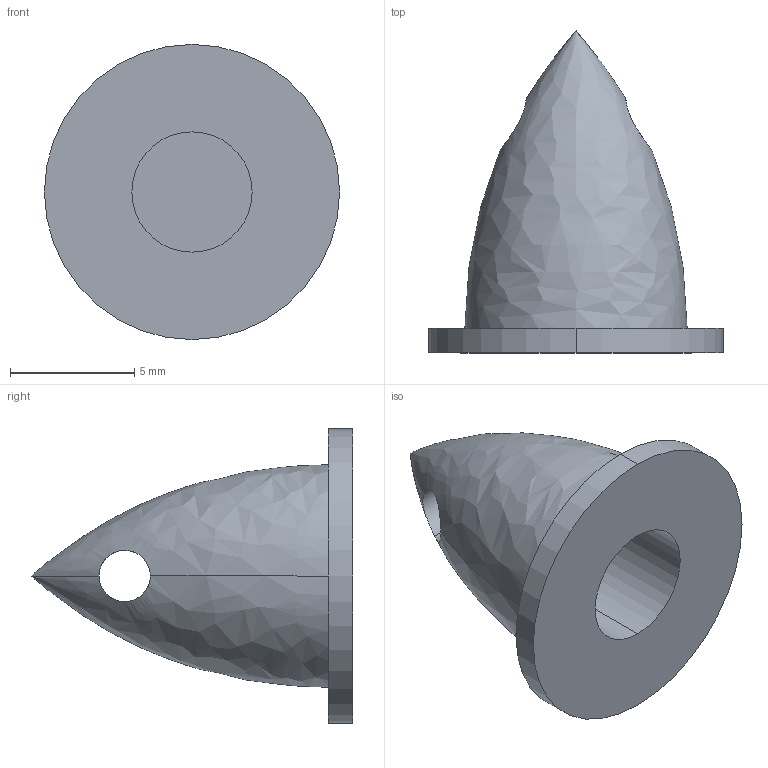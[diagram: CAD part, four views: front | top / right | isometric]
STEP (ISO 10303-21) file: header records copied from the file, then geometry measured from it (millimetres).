
FILE_DESCRIPTION (( 'STEP AP203' ), '1' );
FILE_NAME ('C006-364-93_01_sldprt.STEP', '2016-06-02T17:07:33', ( 'Shusen Zhang' ), ( 'MathWorks' ), 'SwSTEP 2.0', 'SolidWorks 2015', '' );
FILE_SCHEMA (( 'CONFIG_CONTROL_DESIGN' ));
Length unit declared in the file: inch
Products named in the file (1): C006-364-93_01_sldprt
Bounding box: 11.9 x 12.98 x 11.9 mm (x, y, z)
Volume: 417.5 mm3; surface area: 547.8 mm2
Topology: 1 solids, 1 shells, 11 faces, 30 edges, 19 vertices
Faces by surface type: cylinder 6, plane 3, bspline 2
Entity records: 489 total; most frequent: CARTESIAN_POINT 157, ORIENTED_EDGE 56, DIRECTION 46, EDGE_CURVE 28, AXIS2_PLACEMENT_3D 20, VERTEX_POINT 19, EDGE_LOOP 13, B_SPLINE_CURVE_WITH_KNOTS 12
